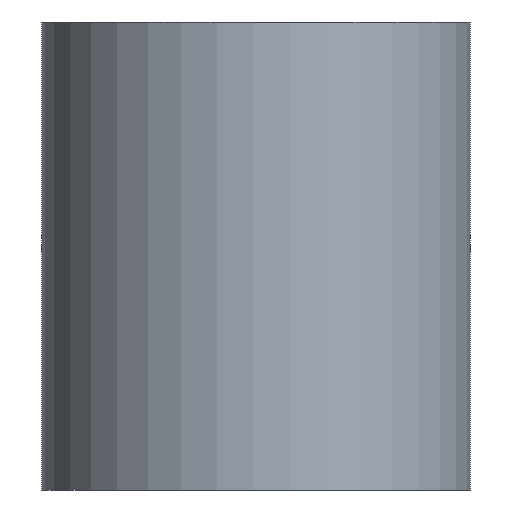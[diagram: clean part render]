
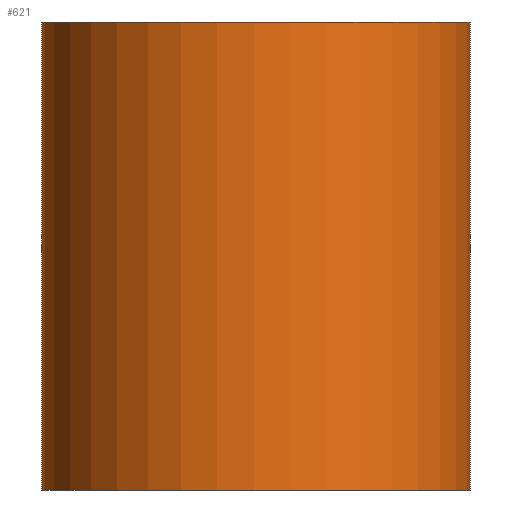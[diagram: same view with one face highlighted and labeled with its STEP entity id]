
A CAD part, front view. The second image highlights one B-rep face of the part: STEP entity #621.
In plain terms, the highlighted cylindrical face has radius 2.75 mm (diameter 5.5 mm), a partial arc.
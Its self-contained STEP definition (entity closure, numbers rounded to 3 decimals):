
#6 = ORIENTED_EDGE ( 'NONE', *, *, #450, .T. ) ;
#18 = DIRECTION ( 'NONE',  ( -1., 0., 0. ) ) ;
#51 = EDGE_CURVE ( 'NONE', #526, #110, #138, .T. ) ;
#97 = VERTEX_POINT ( 'NONE', #189 ) ;
#110 = VERTEX_POINT ( 'NONE', #610 ) ;
#122 = CARTESIAN_POINT ( 'NONE',  ( 0., 0., 3. ) ) ;
#138 = CIRCLE ( 'NONE', #303, 2.75 ) ;
#152 = LINE ( 'NONE', #210, #238 ) ;
#153 = VERTEX_POINT ( 'NONE', #319 ) ;
#155 = CARTESIAN_POINT ( 'NONE',  ( -2.75, 0., -3. ) ) ;
#166 = EDGE_LOOP ( 'NONE', ( #394, #6, #225, #360 ) ) ;
#176 = CYLINDRICAL_SURFACE ( 'NONE', #573, 2.75 ) ;
#189 = CARTESIAN_POINT ( 'NONE',  ( -2.75, 0., 3. ) ) ;
#210 = CARTESIAN_POINT ( 'NONE',  ( -2.75, 0., 3. ) ) ;
#225 = ORIENTED_EDGE ( 'NONE', *, *, #51, .T. ) ;
#227 = DIRECTION ( 'NONE',  ( 1., 0., 0. ) ) ;
#238 = VECTOR ( 'NONE', #320, 1000. ) ;
#294 = DIRECTION ( 'NONE',  ( 0., 0., 1. ) ) ;
#296 = VECTOR ( 'NONE', #542, 1000. ) ;
#303 = AXIS2_PLACEMENT_3D ( 'NONE', #506, #294, #400 ) ;
#319 = CARTESIAN_POINT ( 'NONE',  ( 2.75, -0.047, 3. ) ) ;
#320 = DIRECTION ( 'NONE',  ( 0., 0., -1. ) ) ;
#360 = ORIENTED_EDGE ( 'NONE', *, *, #411, .T. ) ;
#369 = CIRCLE ( 'NONE', #600, 2.75 ) ;
#377 = DIRECTION ( 'NONE',  ( 0., 0., -1. ) ) ;
#394 = ORIENTED_EDGE ( 'NONE', *, *, #644, .F. ) ;
#400 = DIRECTION ( 'NONE',  ( 1., 0., 0. ) ) ;
#411 = EDGE_CURVE ( 'NONE', #110, #153, #432, .T. ) ;
#432 = LINE ( 'NONE', #439, #296 ) ;
#439 = CARTESIAN_POINT ( 'NONE',  ( 2.75, -0.047, 3. ) ) ;
#450 = EDGE_CURVE ( 'NONE', #97, #526, #152, .T. ) ;
#506 = CARTESIAN_POINT ( 'NONE',  ( 0., 0., -3. ) ) ;
#526 = VERTEX_POINT ( 'NONE', #155 ) ;
#535 = FACE_OUTER_BOUND ( 'NONE', #166, .T. ) ;
#542 = DIRECTION ( 'NONE',  ( 0., 0., 1. ) ) ;
#573 = AXIS2_PLACEMENT_3D ( 'NONE', #122, #377, #18 ) ;
#580 = DIRECTION ( 'NONE',  ( 0., 0., 1. ) ) ;
#600 = AXIS2_PLACEMENT_3D ( 'NONE', #633, #580, #227 ) ;
#610 = CARTESIAN_POINT ( 'NONE',  ( 2.75, -0.047, -3. ) ) ;
#621 = ADVANCED_FACE ( 'NONE', ( #535 ), #176, .T. ) ;
#633 = CARTESIAN_POINT ( 'NONE',  ( 0., 0., 3. ) ) ;
#644 = EDGE_CURVE ( 'NONE', #97, #153, #369, .T. ) ;
